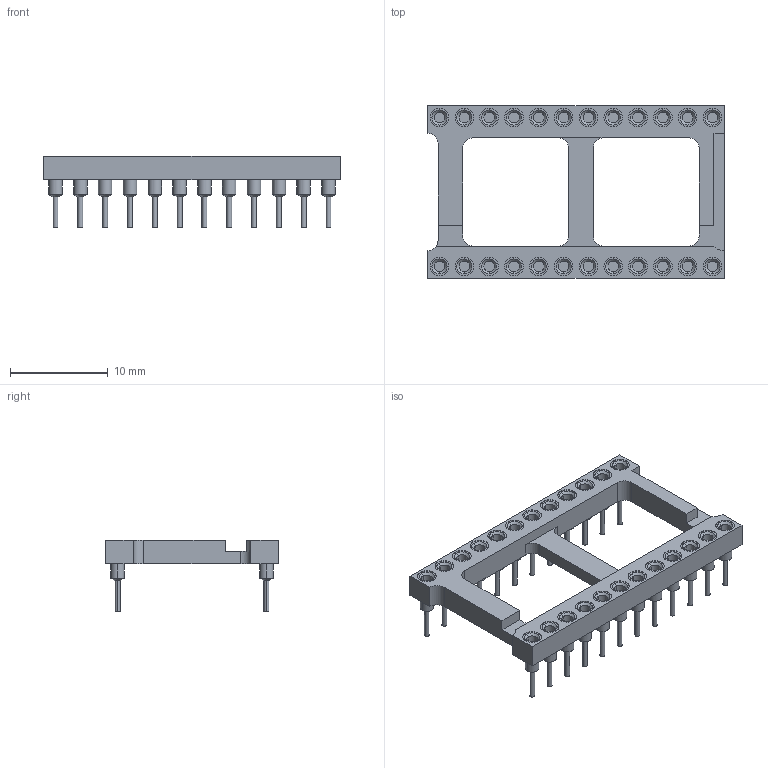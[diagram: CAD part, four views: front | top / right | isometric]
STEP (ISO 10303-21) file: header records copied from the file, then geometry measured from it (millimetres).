
FILE_DESCRIPTION(('STEP AP242'),'1');
FILE_NAME('2-1571552-8.stp','2022-09-06T14:21:41',('TraceParts'),('TraceParts S.A.'),'Spatial InterOp 3D',' ',' ');
FILE_SCHEMA(('AP242_MANAGED_MODEL_BASED_3D_ENGINEERING_MIM_LF {1 0 10303 442 1 1 4}'));
Length unit declared in the file: millimetre
Products named in the file (1): 2-1571552-8
Bounding box: 30.38 x 17.68 x 7.37 mm (x, y, z)
Volume: 680.8 mm3; surface area: 1358.5 mm2
Topology: 1 solids, 1 shells, 393 faces, 819 edges, 498 vertices
Faces by surface type: cylinder 203, cone 96, plane 94
Entity records: 10499 total; most frequent: DIRECTION 2062, CARTESIAN_POINT 1711, ORIENTED_EDGE 1638, AXIS2_PLACEMENT_3D 849, EDGE_CURVE 819, VERTEX_POINT 498, EDGE_LOOP 467, CIRCLE 455
